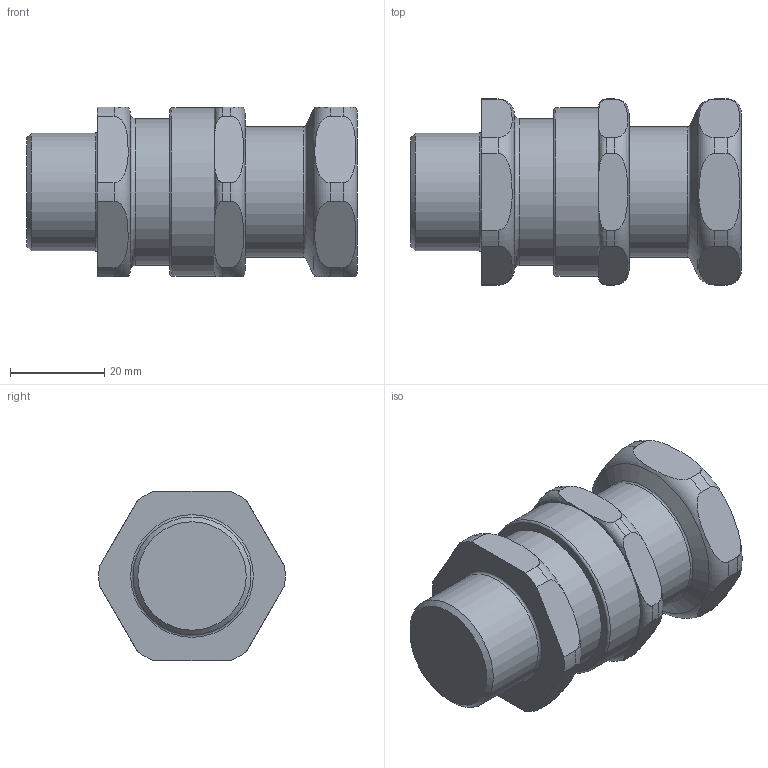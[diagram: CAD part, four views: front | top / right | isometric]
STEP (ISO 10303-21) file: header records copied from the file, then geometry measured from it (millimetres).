
FILE_DESCRIPTION(/* description */ (''),/* implementation_level */ '2;1');
FILE_NAME(/* name */ '501_414 B.stp',/* time_stamp */ '2021-04-12T16:35:18+05:00',/* author */ ('vinaykumark'),/* organization */ (''),/* preprocessor_version */ 'ST-DEVELOPER v18',/* originating_system */ 'Autodesk Inventor 2020',/* authorisation */ '');
FILE_SCHEMA (('AUTOMOTIVE_DESIGN { 1 0 10303 214 3 1 1 }'));
Length unit declared in the file: inch
Products named in the file (1): 501_414 B
Bounding box: 70.1 x 39.5 x 36 mm (x, y, z)
Volume: 70795.3 mm3; surface area: 18752 mm2
Topology: 5 solids, 5 shells, 80 faces, 225 edges, 159 vertices
Faces by surface type: plane 32, cylinder 28, torus 14, cone 6
Full cylindrical faces by diameter (mm): 20.2 x1, 24.8 x1, 25 x1, 27.25 x1, 27.7 x1, 27.9 x2, 31.2 x1, 33.338 x1, 35.65 x1
Entity records: 3513 total; most frequent: CARTESIAN_POINT 1200, DIRECTION 482, ORIENTED_EDGE 450, EDGE_CURVE 225, AXIS2_PLACEMENT_3D 212, VERTEX_POINT 159, CIRCLE 131, STYLED_ITEM 84
